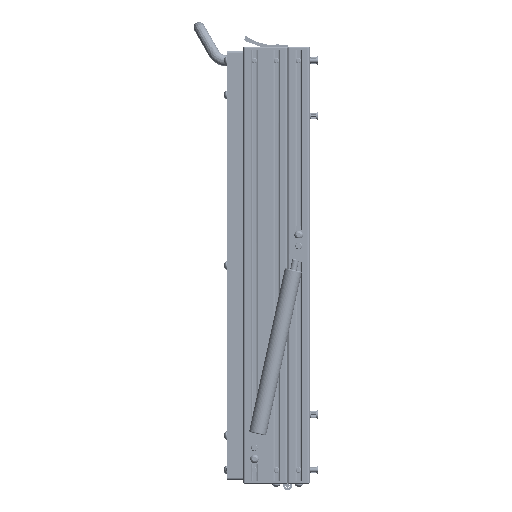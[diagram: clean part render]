
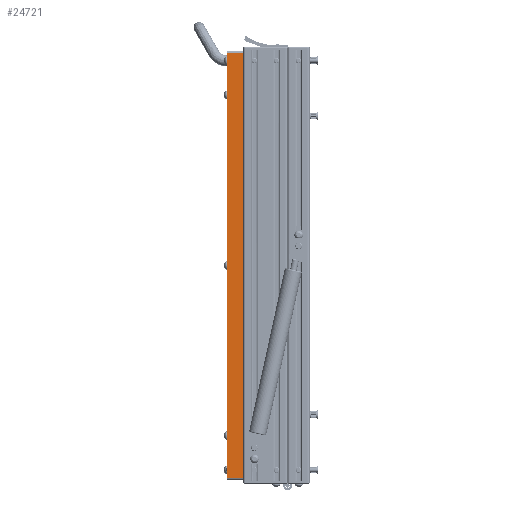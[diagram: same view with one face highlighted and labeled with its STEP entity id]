
A CAD part, left-side view. The second image highlights one B-rep face of the part: STEP entity #24721.
In plain terms, the highlighted planar face has unit normal (-1, 0, 0).
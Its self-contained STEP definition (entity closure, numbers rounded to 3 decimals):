
#1849 = VECTOR ( 'NONE', #54121, 1000. ) ;
#2450 = EDGE_CURVE ( 'NONE', #4422, #15133, #4553, .T. ) ;
#2995 = PLANE ( 'NONE',  #15118 ) ;
#4422 = VERTEX_POINT ( 'NONE', #70068 ) ;
#4553 = LINE ( 'NONE', #5669, #37287 ) ;
#5669 = CARTESIAN_POINT ( 'NONE',  ( -239., 15., -192. ) ) ;
#6622 = CARTESIAN_POINT ( 'NONE',  ( -239., 0., 192. ) ) ;
#7001 = VERTEX_POINT ( 'NONE', #20475 ) ;
#11140 = ORIENTED_EDGE ( 'NONE', *, *, #13561, .F. ) ;
#11203 = CARTESIAN_POINT ( 'NONE',  ( -239., 15., 192. ) ) ;
#13561 = EDGE_CURVE ( 'NONE', #71433, #7001, #37588, .T. ) ;
#15091 = EDGE_CURVE ( 'NONE', #4422, #71433, #41364, .T. ) ;
#15118 = AXIS2_PLACEMENT_3D ( 'NONE', #26027, #71953, #19967 ) ;
#15133 = VERTEX_POINT ( 'NONE', #46996 ) ;
#19967 = DIRECTION ( 'NONE',  ( 0., 0., -1. ) ) ;
#20475 = CARTESIAN_POINT ( 'NONE',  ( -239., 0., 192. ) ) ;
#24721 = ADVANCED_FACE ( 'NONE', ( #71566 ), #2995, .F. ) ;
#25130 = ORIENTED_EDGE ( 'NONE', *, *, #15091, .F. ) ;
#26027 = CARTESIAN_POINT ( 'NONE',  ( -239., 15., 192. ) ) ;
#34255 = DIRECTION ( 'NONE',  ( 0., 0., 1. ) ) ;
#34530 = VECTOR ( 'NONE', #38348, 1000. ) ;
#37287 = VECTOR ( 'NONE', #62950, 1000. ) ;
#37588 = LINE ( 'NONE', #39065, #34530 ) ;
#38195 = CARTESIAN_POINT ( 'NONE',  ( -239., 15., 192. ) ) ;
#38348 = DIRECTION ( 'NONE',  ( 0., -1., 0. ) ) ;
#39065 = CARTESIAN_POINT ( 'NONE',  ( -239., 15., 192. ) ) ;
#41364 = LINE ( 'NONE', #11203, #53433 ) ;
#44023 = ORIENTED_EDGE ( 'NONE', *, *, #2450, .T. ) ;
#46996 = CARTESIAN_POINT ( 'NONE',  ( -239., 0., -192. ) ) ;
#53433 = VECTOR ( 'NONE', #34255, 1000. ) ;
#54121 = DIRECTION ( 'NONE',  ( 0., 0., 1. ) ) ;
#54531 = EDGE_CURVE ( 'NONE', #15133, #7001, #68315, .T. ) ;
#62950 = DIRECTION ( 'NONE',  ( 0., -1., 0. ) ) ;
#68084 = ORIENTED_EDGE ( 'NONE', *, *, #54531, .T. ) ;
#68315 = LINE ( 'NONE', #6622, #1849 ) ;
#70012 = EDGE_LOOP ( 'NONE', ( #68084, #11140, #25130, #44023 ) ) ;
#70068 = CARTESIAN_POINT ( 'NONE',  ( -239., 15., -192. ) ) ;
#71433 = VERTEX_POINT ( 'NONE', #38195 ) ;
#71566 = FACE_OUTER_BOUND ( 'NONE', #70012, .T. ) ;
#71953 = DIRECTION ( 'NONE',  ( 1., 0., 0. ) ) ;
